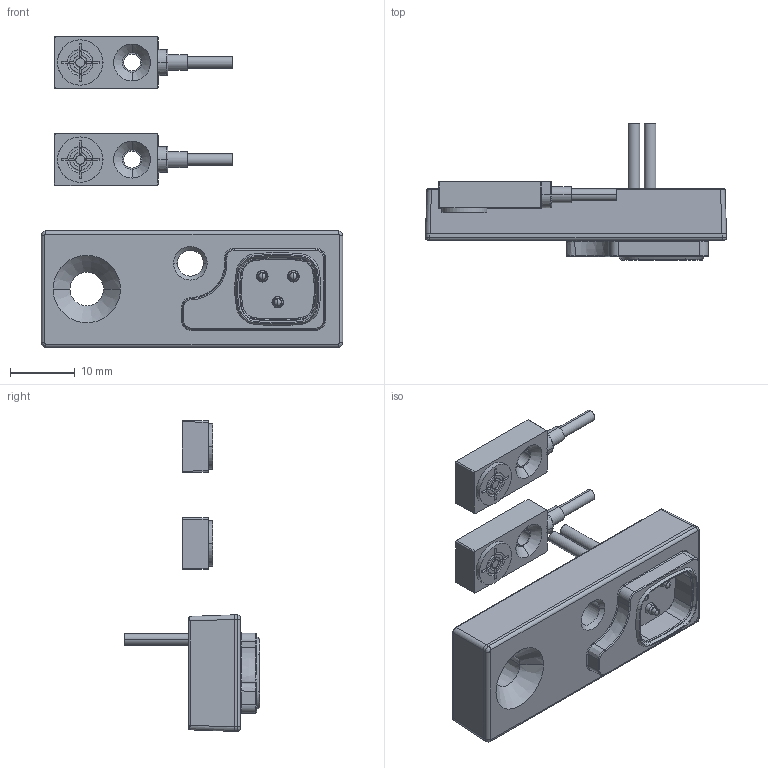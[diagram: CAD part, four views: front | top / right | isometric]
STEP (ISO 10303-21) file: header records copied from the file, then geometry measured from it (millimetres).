
FILE_DESCRIPTION((''),'2;1');
FILE_NAME('DM_CAD-2275_ASM','2016-04-12T',('creinig-se'),(''),'PRO/ENGINEER BY PARAMETRIC TECHNOLOGY CORPORATION, 2015440','PRO/ENGINEER BY PARAMETRIC TECHNOLOGY CORPORATION, 2015440','');
FILE_SCHEMA(('CONFIG_CONTROL_DESIGN'));
Length unit declared in the file: millimetre
Products named in the file (3): DM_CAD-2274_SW0001; DM_CAD-2275_04BJN6B; DM_CAD-2275_ASM
Assembly tree (3 placements, depth 2):
  DM_CAD-2275_ASM
    DM_CAD-2274_SW0001
    DM_CAD-2275_04BJN6B  x2
Bounding box: 46.5 x 21 x 48 mm (x, y, z)
Volume: 7401.4 mm3; surface area: 5838.4 mm2
Topology: 3 solids, 5 shells, 422 faces, 1024 edges, 652 vertices
Faces by surface type: plane 144, cylinder 127, cone 76, torus 46, bspline 23, sphere 6
Entity records: 13885 total; most frequent: CARTESIAN_POINT 3446, DIRECTION 1655, ORIENTED_EDGE 1576, EDGE_CURVE 788, AXIS2_PLACEMENT_3D 644, PRESENTATION_STYLE_ASSIGNMENT 487, VERTEX_POINT 481, STYLED_ITEM 476
